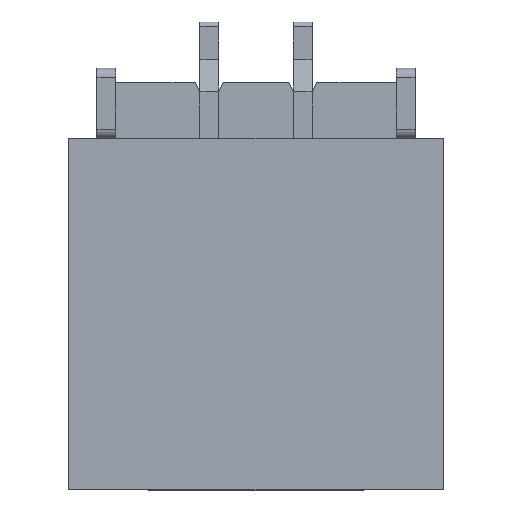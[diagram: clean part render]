
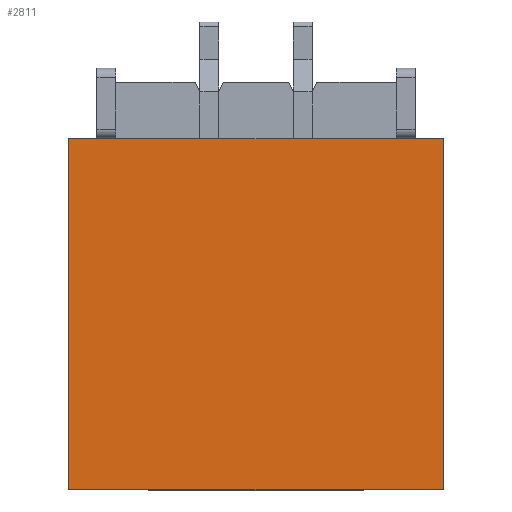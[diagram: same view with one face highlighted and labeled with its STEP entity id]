
A CAD part, top view. The second image highlights one B-rep face of the part: STEP entity #2811.
In plain terms, the highlighted planar face has unit normal (0, 0, 1).
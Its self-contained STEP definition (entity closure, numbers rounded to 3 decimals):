
#184=ORIENTED_EDGE('',*,*,#703,.T.);
#185=ORIENTED_EDGE('',*,*,#766,.F.);
#186=ORIENTED_EDGE('',*,*,#767,.F.);
#187=ORIENTED_EDGE('',*,*,#768,.T.);
#703=EDGE_CURVE('',#1004,#1003,#1199,.T.);
#766=EDGE_CURVE('',#1054,#1003,#1260,.T.);
#767=EDGE_CURVE('',#1055,#1054,#1261,.T.);
#768=EDGE_CURVE('',#1055,#1004,#1262,.T.);
#1003=VERTEX_POINT('',#3671);
#1004=VERTEX_POINT('',#3673);
#1054=VERTEX_POINT('',#3796);
#1055=VERTEX_POINT('',#3800);
#1199=LINE('',#3672,#1455);
#1260=LINE('',#3797,#1516);
#1261=LINE('',#3799,#1517);
#1262=LINE('',#3801,#1518);
#1455=VECTOR('',#3090,1000.);
#1516=VECTOR('',#3177,1000.);
#1517=VECTOR('',#3180,1000.);
#1518=VECTOR('',#3181,1000.);
#1712=EDGE_LOOP('',(#184,#185,#186,#187));
#1828=FACE_BOUND('',#1712,.T.);
#1942=PLANE('',#2931);
#2811=ADVANCED_FACE('',(#1828),#1942,.T.);
#2931=AXIS2_PLACEMENT_3D('',#3798,#3178,#3179);
#3090=DIRECTION('',(-1.,0.,0.));
#3177=DIRECTION('',(0.,1.,0.));
#3178=DIRECTION('',(0.,0.,1.));
#3179=DIRECTION('',(0.,-1.,0.));
#3180=DIRECTION('',(-1.,0.,0.));
#3181=DIRECTION('',(0.,1.,0.));
#3671=CARTESIAN_POINT('',(-2.,1.575,1.5));
#3672=CARTESIAN_POINT('',(-2.,1.575,1.5));
#3673=CARTESIAN_POINT('',(2.,1.575,1.5));
#3796=CARTESIAN_POINT('',(-2.,-2.175,1.5));
#3797=CARTESIAN_POINT('',(-2.,-2.175,1.5));
#3798=CARTESIAN_POINT('',(2.,-2.175,1.5));
#3799=CARTESIAN_POINT('',(2.,-2.175,1.5));
#3800=CARTESIAN_POINT('',(2.,-2.175,1.5));
#3801=CARTESIAN_POINT('',(2.,-2.175,1.5));
